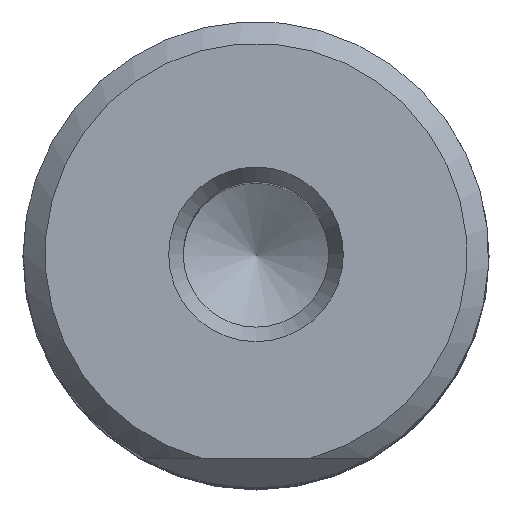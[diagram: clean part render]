
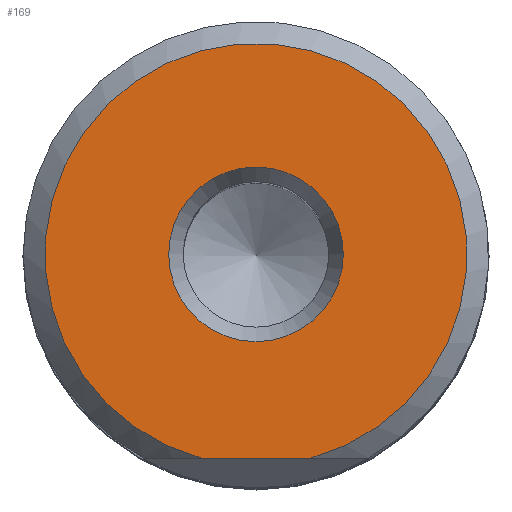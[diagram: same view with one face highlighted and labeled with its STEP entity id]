
A CAD part, top view. The second image highlights one B-rep face of the part: STEP entity #169.
In plain terms, the highlighted planar face has unit normal (0, 0, 1).
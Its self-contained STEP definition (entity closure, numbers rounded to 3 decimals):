
#42=LINE('',#2123,#50);
#50=VECTOR('',#1429,1.);
#61=PLANE('',#1189);
#169=ADVANCED_FACE('',(#508,#509),#61,.T.);
#508=FACE_BOUND('',#660,.T.);
#509=FACE_BOUND('',#661,.T.);
#660=EDGE_LOOP('',(#817));
#661=EDGE_LOOP('',(#818,#819));
#817=ORIENTED_EDGE('',*,*,#1014,.T.);
#818=ORIENTED_EDGE('',*,*,#1015,.T.);
#819=ORIENTED_EDGE('',*,*,#1016,.T.);
#929=VERTEX_POINT('',#2122);
#930=VERTEX_POINT('',#2124);
#931=VERTEX_POINT('',#2125);
#1014=EDGE_CURVE('',#929,#929,#1103,.T.);
#1015=EDGE_CURVE('',#930,#931,#42,.T.);
#1016=EDGE_CURVE('',#931,#930,#1104,.T.);
#1103=CIRCLE('',#1187,6.);
#1104=CIRCLE('',#1188,14.5);
#1187=AXIS2_PLACEMENT_3D('',#2121,#1427,#1428);
#1188=AXIS2_PLACEMENT_3D('',#2126,#1430,#1431);
#1189=AXIS2_PLACEMENT_3D('',#2127,#1432,#1433);
#1427=DIRECTION('',(0.,0.,-1.));
#1428=DIRECTION('',(1.,0.,0.));
#1429=DIRECTION('',(1.,0.,0.));
#1430=DIRECTION('',(0.,0.,1.));
#1431=DIRECTION('',(1.,0.,0.));
#1432=DIRECTION('',(0.,0.,1.));
#1433=DIRECTION('',(1.,0.,0.));
#2121=CARTESIAN_POINT('',(0.,0.,0.));
#2122=CARTESIAN_POINT('',(6.,0.,0.));
#2123=CARTESIAN_POINT('',(-20.,-14.,0.));
#2124=CARTESIAN_POINT('',(-3.775,-14.,0.));
#2125=CARTESIAN_POINT('',(3.775,-14.,0.));
#2126=CARTESIAN_POINT('',(0.,0.,0.));
#2127=CARTESIAN_POINT('',(0.,0.,0.));
